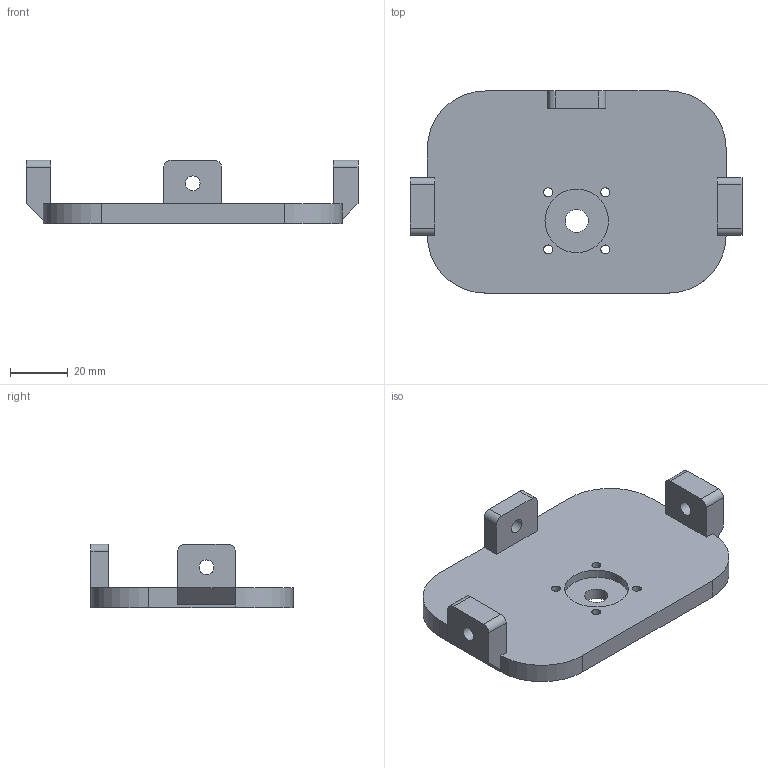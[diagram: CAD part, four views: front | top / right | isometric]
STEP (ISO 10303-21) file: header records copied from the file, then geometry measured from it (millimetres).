
FILE_DESCRIPTION(/* description */ (''),/* implementation_level */ '2;1');
FILE_NAME(/* name */ 'base_support.step',/* time_stamp */ '2022-05-07T20:37:20+08:00',/* author */ (''),/* organization */ (''),/* preprocessor_version */ 'ST-DEVELOPER v18.1',/* originating_system */ 'Autodesk Translation Framework v10.14.0.1471',/* authorisation */ '');
FILE_SCHEMA (('AUTOMOTIVE_DESIGN { 1 0 10303 214 3 1 1 }'));
Length unit declared in the file: millimetre
Products named in the file (2): base; Support
Assembly tree (1 placements, depth 2):
  base
    Support
Bounding box: 115 x 70 x 22 mm (x, y, z)
Volume: 53789.6 mm3; surface area: 19473.6 mm2
Topology: 1 solids, 1 shells, 42 faces, 115 edges, 76 vertices
Faces by surface type: plane 23, cylinder 19
Full cylindrical faces by diameter (mm): 3.1 x4, 5.1 x3, 8 x1, 22 x1
Entity records: 1433 total; most frequent: DIRECTION 243, CARTESIAN_POINT 236, ORIENTED_EDGE 230, EDGE_CURVE 115, AXIS2_PLACEMENT_3D 83, LINE 77, VECTOR 77, VERTEX_POINT 76
